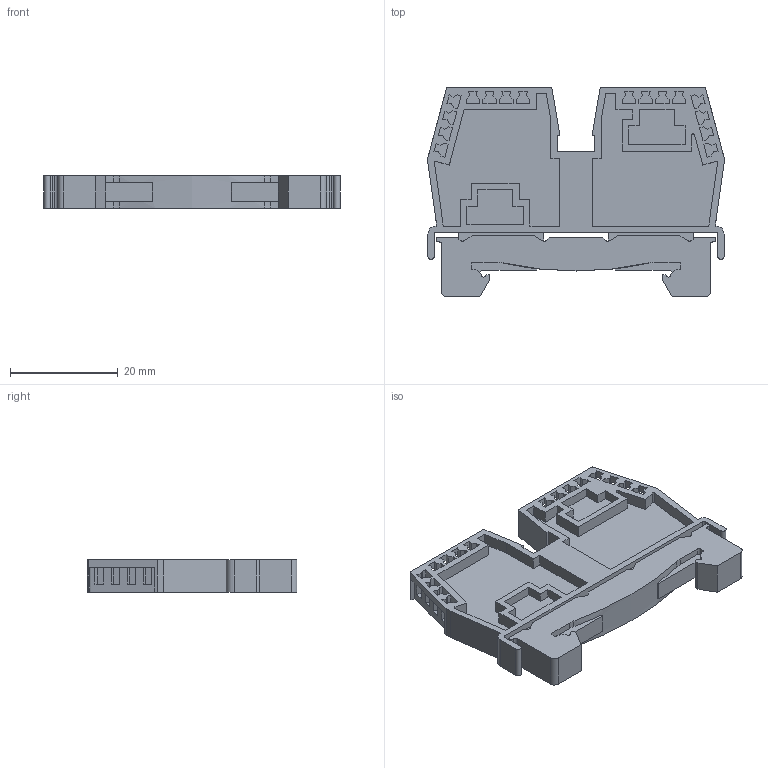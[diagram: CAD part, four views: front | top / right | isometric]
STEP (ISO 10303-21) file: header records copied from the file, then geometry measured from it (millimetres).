
FILE_DESCRIPTION (( 'STEP AP214' ), '1' );
FILE_NAME ('43444_DN-EB35-A.STEP', '2014-05-15T10:35:02', ( '' ), ( '' ), 'SwSTEP 2.0', 'SolidWorks 2013', '' );
FILE_SCHEMA (( 'AUTOMOTIVE_DESIGN' ));
Length unit declared in the file: millimetre
Products named in the file (1): 43444_DN-EB35-A
Bounding box: 55 x 38.95 x 6 mm (x, y, z)
Volume: 6367.3 mm3; surface area: 7092.3 mm2
Topology: 1 solids, 1 shells, 406 faces, 1204 edges, 792 vertices
Faces by surface type: plane 357, cylinder 49
Entity records: 13464 total; most frequent: ORIENTED_EDGE 2408, CARTESIAN_POINT 2403, DIRECTION 2128, EDGE_CURVE 1204, LINE 1094, VECTOR 1094, VERTEX_POINT 792, AXIS2_PLACEMENT_3D 517
